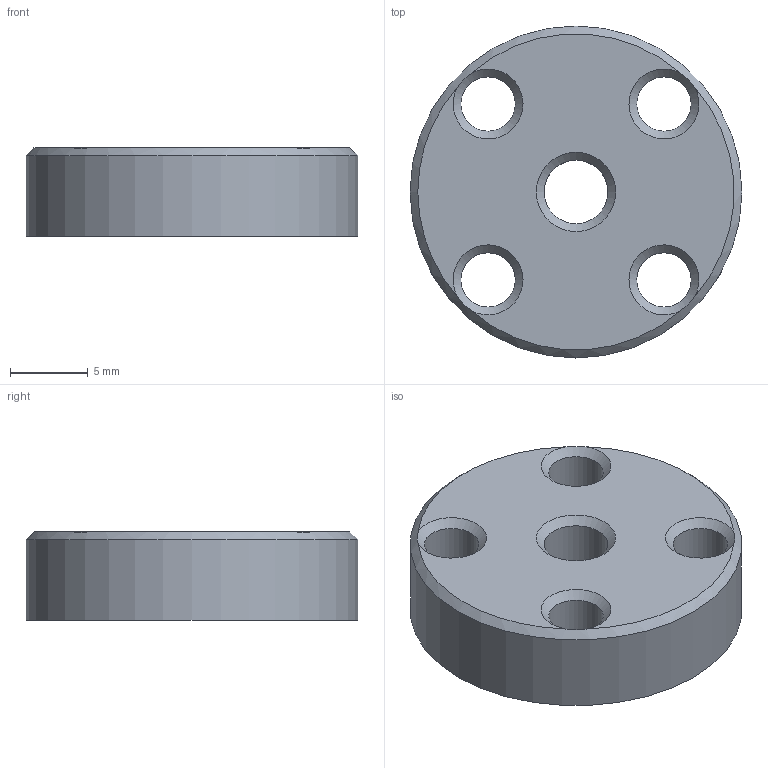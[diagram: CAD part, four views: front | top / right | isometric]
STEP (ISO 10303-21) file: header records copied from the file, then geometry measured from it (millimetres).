
FILE_DESCRIPTION(/* description */ (''),/* implementation_level */ '2;1');
FILE_NAME(/* name */ 'Volcan - Dragon HF spacer.step',/* time_stamp */ '2024-09-20T10:25:13+02:00',/* author */ (''),/* organization */ (''),/* preprocessor_version */ 'ST-DEVELOPER v20',/* originating_system */ 'Autodesk Translation Framework v13.20.0.188',/* authorisation */ '');
FILE_SCHEMA (('AUTOMOTIVE_DESIGN { 1 0 10303 214 3 1 1 }'));
Length unit declared in the file: millimetre
Products named in the file (1): Volcan - Dragon HF spacer
Bounding box: 21.35 x 21.35 x 5.67 mm (x, y, z)
Volume: 1720.8 mm3; surface area: 1280.2 mm2
Topology: 1 solids, 1 shells, 14 faces, 42 edges, 26 vertices
Faces by surface type: cone 6, cylinder 6, plane 2
Full cylindrical faces by diameter (mm): 3.5 x4, 4.1 x1, 21.35 x1
Entity records: 549 total; most frequent: CARTESIAN_POINT 103, DIRECTION 94, ORIENTED_EDGE 84, EDGE_CURVE 42, AXIS2_PLACEMENT_3D 41, CIRCLE 26, VERTEX_POINT 26, EDGE_LOOP 20
